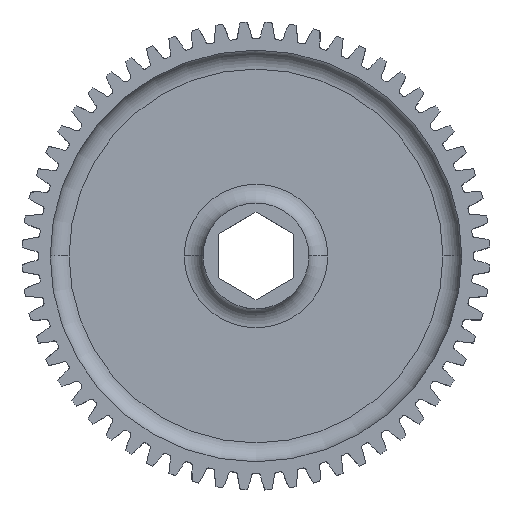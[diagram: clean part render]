
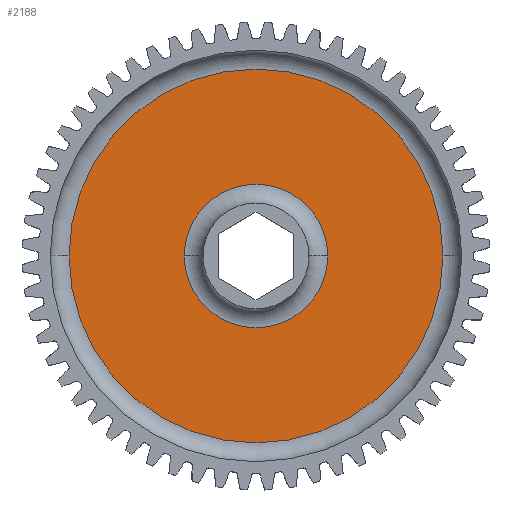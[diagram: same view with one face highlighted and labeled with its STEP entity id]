
A CAD part, top view. The second image highlights one B-rep face of the part: STEP entity #2188.
In plain terms, the highlighted planar face has unit normal (0, 0, 1).
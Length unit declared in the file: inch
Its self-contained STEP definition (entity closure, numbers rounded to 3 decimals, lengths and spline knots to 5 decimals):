
#199 = DIRECTION ( 'NONE',  ( 0., 0., 1. ) ) ;
#964 = ORIENTED_EDGE ( 'NONE', *, *, #12259, .T. ) ;
#1247 = FACE_BOUND ( 'NONE', #18799, .T. ) ;
#1612 = DIRECTION ( 'NONE',  ( 0., 0., -1. ) ) ;
#1628 = AXIS2_PLACEMENT_3D ( 'NONE', #16642, #11074, #2216 ) ;
#2178 = CARTESIAN_POINT ( 'NONE',  ( 0., 0., 0.045 ) ) ;
#2188 = ADVANCED_FACE ( 'NONE', ( #1247, #4858 ), #9357, .T. ) ;
#2216 = DIRECTION ( 'NONE',  ( 1., 0., 0. ) ) ;
#2357 = ORIENTED_EDGE ( 'NONE', *, *, #18100, .T. ) ;
#3141 = EDGE_CURVE ( 'NONE', #20457, #4474, #10998, .T. ) ;
#4474 = VERTEX_POINT ( 'NONE', #14772 ) ;
#4489 = CARTESIAN_POINT ( 'NONE',  ( 0.475, 0., 0.045 ) ) ;
#4657 = AXIS2_PLACEMENT_3D ( 'NONE', #12155, #22892, #17857 ) ;
#4858 = FACE_OUTER_BOUND ( 'NONE', #14166, .T. ) ;
#5200 = CARTESIAN_POINT ( 'NONE',  ( 0., 0., 0.045 ) ) ;
#5754 = CARTESIAN_POINT ( 'NONE',  ( 1.2375, 0., 0.045 ) ) ;
#5844 = EDGE_CURVE ( 'NONE', #4474, #20457, #7178, .T. ) ;
#6013 = DIRECTION ( 'NONE',  ( 0., 0., -1. ) ) ;
#6273 = VERTEX_POINT ( 'NONE', #4489 ) ;
#7178 = CIRCLE ( 'NONE', #10495, 1.2375 ) ;
#7425 = VERTEX_POINT ( 'NONE', #15018 ) ;
#9357 = PLANE ( 'NONE',  #1628 ) ;
#10495 = AXIS2_PLACEMENT_3D ( 'NONE', #10913, #199, #19854 ) ;
#10913 = CARTESIAN_POINT ( 'NONE',  ( 0., 0., 0.045 ) ) ;
#10998 = CIRCLE ( 'NONE', #4657, 1.2375 ) ;
#11074 = DIRECTION ( 'NONE',  ( 0., 0., 1. ) ) ;
#12155 = CARTESIAN_POINT ( 'NONE',  ( 0., 0., 0.045 ) ) ;
#12259 = EDGE_CURVE ( 'NONE', #6273, #7425, #19930, .T. ) ;
#12489 = DIRECTION ( 'NONE',  ( 1., 0., 0. ) ) ;
#14166 = EDGE_LOOP ( 'NONE', ( #21743, #18221 ) ) ;
#14772 = CARTESIAN_POINT ( 'NONE',  ( -1.2375, 0., 0.045 ) ) ;
#15018 = CARTESIAN_POINT ( 'NONE',  ( -0.475, 0., 0.045 ) ) ;
#16642 = CARTESIAN_POINT ( 'NONE',  ( 0., 0., 0.045 ) ) ;
#17457 = AXIS2_PLACEMENT_3D ( 'NONE', #5200, #1612, #12489 ) ;
#17857 = DIRECTION ( 'NONE',  ( 1., 0., 0. ) ) ;
#18100 = EDGE_CURVE ( 'NONE', #7425, #6273, #22421, .T. ) ;
#18221 = ORIENTED_EDGE ( 'NONE', *, *, #5844, .T. ) ;
#18329 = DIRECTION ( 'NONE',  ( 1., 0., 0. ) ) ;
#18332 = AXIS2_PLACEMENT_3D ( 'NONE', #2178, #6013, #18329 ) ;
#18799 = EDGE_LOOP ( 'NONE', ( #964, #2357 ) ) ;
#19854 = DIRECTION ( 'NONE',  ( 1., 0., 0. ) ) ;
#19930 = CIRCLE ( 'NONE', #18332, 0.475 ) ;
#20457 = VERTEX_POINT ( 'NONE', #5754 ) ;
#21743 = ORIENTED_EDGE ( 'NONE', *, *, #3141, .T. ) ;
#22421 = CIRCLE ( 'NONE', #17457, 0.475 ) ;
#22892 = DIRECTION ( 'NONE',  ( 0., 0., 1. ) ) ;
